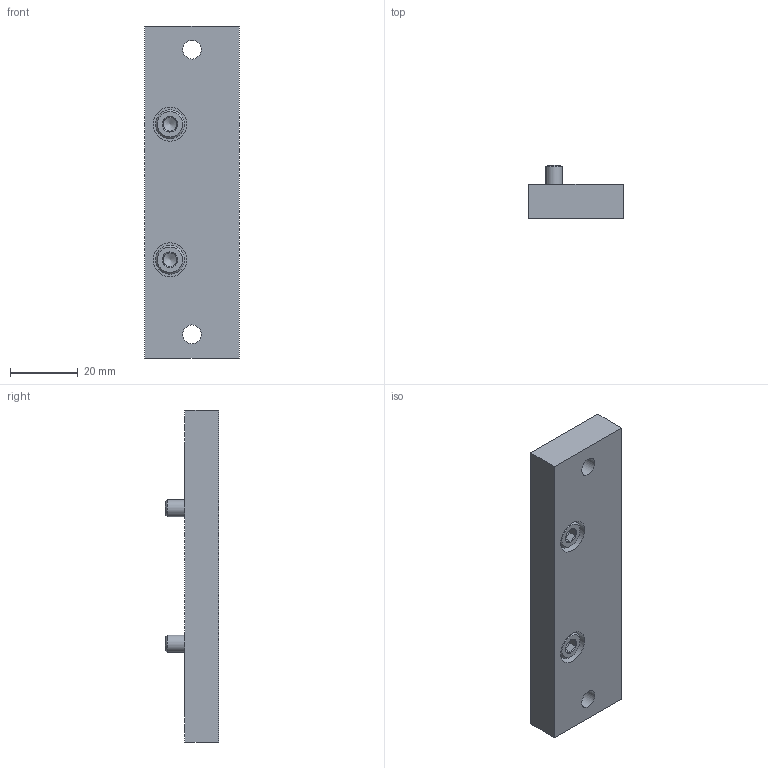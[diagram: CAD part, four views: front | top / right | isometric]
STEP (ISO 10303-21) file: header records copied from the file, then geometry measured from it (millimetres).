
FILE_DESCRIPTION(/* description */ ('STEP AP214'),/* implementation_level */ '2;1');
FILE_NAME(/* name */ '165572_HSM-16',/* time_stamp */ '2024-08-29T11:53:12+02:00',/* author */ ('License CC BY-ND 4.0'),/* organization */ ('CADENAS'),/* preprocessor_version */ 'ST-DEVELOPER v19.3',/* originating_system */ 'PARTsolutions',/* authorisation */ ' ');
FILE_SCHEMA (('AUTOMOTIVE_DESIGN {1 0 10303 214 3 1 1}'));
Length unit declared in the file: millimetre
Products named in the file (3): 165572 HSM-16; 360868 HSM-16---(MP); DIN-912 - M5x10(F)
Assembly tree (3 placements, depth 2):
  165572 HSM-16
    360868 HSM-16---(MP)
    DIN-912 - M5x10(F)  x2
Bounding box: 28 x 15.7 x 98 mm (x, y, z)
Volume: 26111.2 mm3; surface area: 9678.3 mm2
Topology: 3 solids, 3 shells, 74 faces, 150 edges, 88 vertices
Faces by surface type: plane 40, cone 22, cylinder 12
Full cylindrical faces by diameter (mm): 5 x2, 5.5 x4, 8.5 x2, 10 x4
Entity records: 1175 total; most frequent: DIRECTION 202, CARTESIAN_POINT 197, ORIENTED_EDGE 144, AXIS2_PLACEMENT_3D 86, FACE_BOUND 75, EDGE_LOOP 74, EDGE_CURVE 72, VERTEX_POINT 51
